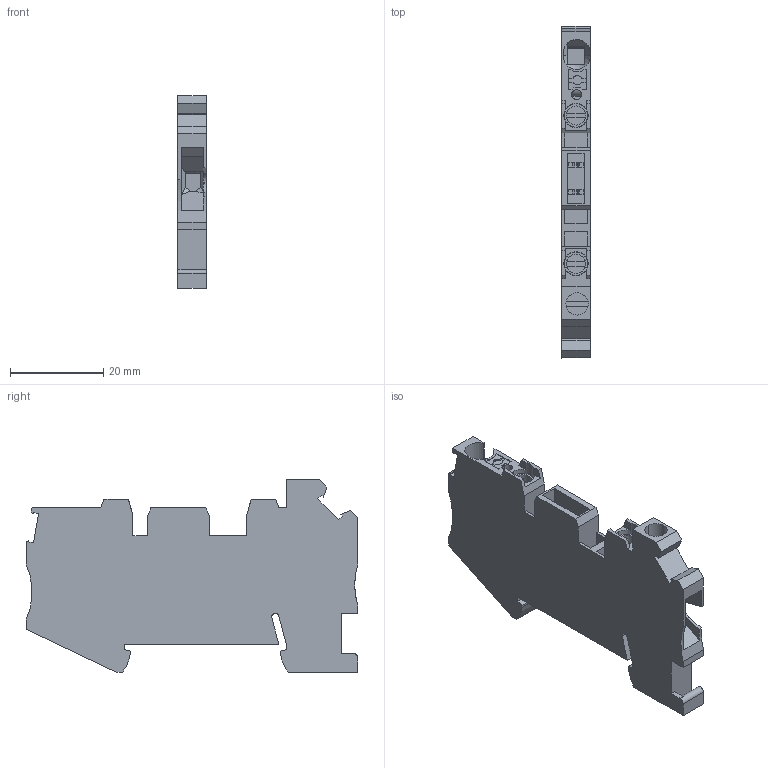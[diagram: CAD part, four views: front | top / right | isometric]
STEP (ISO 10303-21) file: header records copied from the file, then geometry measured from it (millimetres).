
FILE_DESCRIPTION(('Creo Elements/Direct Modeling STEP Export'),'2;1');
FILE_NAME('model.stp','2019-10-02T 0:36:24',(''),(''),'Creo Elements/Direct Modeling STEP processor for AP214 (Solid Model)','Creo Elements/Direct Modeling 20.1A 29-Sep-2018 (C) Parametric Technology GmbH','');
FILE_SCHEMA(('AUTOMOTIVE_DESIGN { 1 0 10303 214 1 1 1 1 }'));
Length unit declared in the file: millimetre
Products named in the file (2): PTU_4_TG_P-select
Assembly tree (1 placements, depth 2):
  PTU_4_TG_P-select
    PTU_4_TG_P-select
Bounding box: 6.15 x 71 x 41.25 mm (x, y, z)
Volume: 10737.5 mm3; surface area: 9026.9 mm2
Topology: 1 solids, 1 shells, 230 faces, 641 edges, 425 vertices
Faces by surface type: plane 193, cylinder 34, torus 2, cone 1
Entity records: 9665 total; most frequent: CARTESIAN_POINT 1988, ORIENTED_EDGE 1282, DIRECTION 1094, EDGE_CURVE 641, VECTOR 520, LINE 520, VERTEX_POINT 425, AXIS2_PLACEMENT_3D 287
